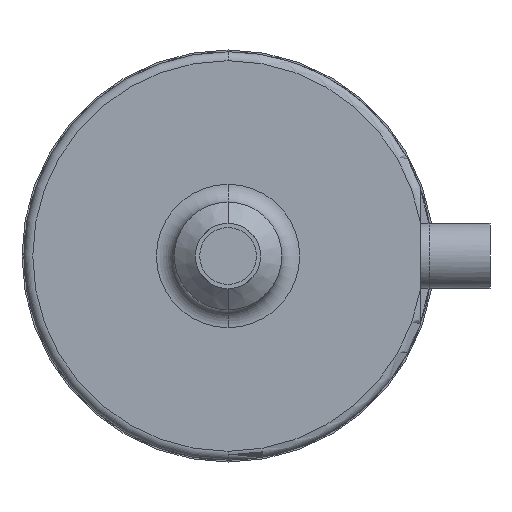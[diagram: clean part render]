
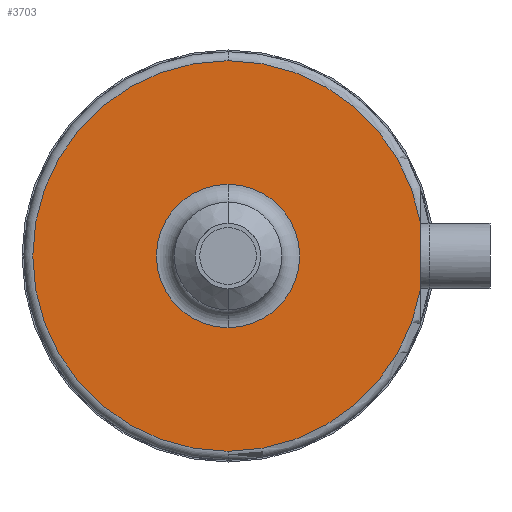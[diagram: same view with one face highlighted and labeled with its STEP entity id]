
A CAD part, front view. The second image highlights one B-rep face of the part: STEP entity #3703.
In plain terms, the highlighted planar face has unit normal (0, -1, 0).
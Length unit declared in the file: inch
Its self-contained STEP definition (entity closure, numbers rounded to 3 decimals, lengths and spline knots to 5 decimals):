
#405 = CARTESIAN_POINT ( 'NONE',  ( 0., 0.84, 2.725 ) ) ;
#463 = DIRECTION ( 'NONE',  ( 0., 0., -1. ) ) ;
#586 = CARTESIAN_POINT ( 'NONE',  ( 0., 0.84, -2.725 ) ) ;
#909 = EDGE_LOOP ( 'NONE', ( #3032, #998, #4092, #5172 ) ) ;
#929 = EDGE_CURVE ( 'NONE', #3087, #6213, #3414, .T. ) ;
#946 = PLANE ( 'NONE',  #2099 ) ;
#998 = ORIENTED_EDGE ( 'NONE', *, *, #2997, .F. ) ;
#1024 = CARTESIAN_POINT ( 'NONE',  ( 0., 0.84, 0. ) ) ;
#1071 = CARTESIAN_POINT ( 'NONE',  ( 0., 0.84, 0. ) ) ;
#1089 = LINE ( 'NONE', #1960, #2231 ) ;
#1254 = CARTESIAN_POINT ( 'NONE',  ( 0., 0.84, 0. ) ) ;
#1327 = DIRECTION ( 'NONE',  ( 0., 1., 0. ) ) ;
#1353 = CARTESIAN_POINT ( 'NONE',  ( 0., 0.84, 0. ) ) ;
#1501 = CIRCLE ( 'NONE', #5021, 2.725 ) ;
#1540 = VERTEX_POINT ( 'NONE', #5860 ) ;
#1793 = ORIENTED_EDGE ( 'NONE', *, *, #2166, .T. ) ;
#1831 = DIRECTION ( 'NONE',  ( 0., 0., 1. ) ) ;
#1869 = DIRECTION ( 'NONE',  ( 0., 1., 0. ) ) ;
#1960 = CARTESIAN_POINT ( 'NONE',  ( 2.685, 0.84, 0. ) ) ;
#2099 = AXIS2_PLACEMENT_3D ( 'NONE', #4279, #3387, #463 ) ;
#2125 = CARTESIAN_POINT ( 'NONE',  ( 2.685, 0.84, 0.46519 ) ) ;
#2166 = EDGE_CURVE ( 'NONE', #5541, #1540, #4424, .T. ) ;
#2231 = VECTOR ( 'NONE', #2381, 39.37008 ) ;
#2381 = DIRECTION ( 'NONE',  ( 0., 0., -1. ) ) ;
#2658 = DIRECTION ( 'NONE',  ( 0., 1., 0. ) ) ;
#2997 = EDGE_CURVE ( 'NONE', #6213, #3924, #1501, .T. ) ;
#3032 = ORIENTED_EDGE ( 'NONE', *, *, #5698, .F. ) ;
#3087 = VERTEX_POINT ( 'NONE', #586 ) ;
#3120 = DIRECTION ( 'NONE',  ( 0., 0., 1. ) ) ;
#3247 = DIRECTION ( 'NONE',  ( 0., 0., 1. ) ) ;
#3347 = ORIENTED_EDGE ( 'NONE', *, *, #4345, .T. ) ;
#3387 = DIRECTION ( 'NONE',  ( 0., -1., 0. ) ) ;
#3414 = CIRCLE ( 'NONE', #3972, 2.725 ) ;
#3597 = FACE_OUTER_BOUND ( 'NONE', #909, .T. ) ;
#3703 = ADVANCED_FACE ( 'NONE', ( #3597, #3947 ), #946, .T. ) ;
#3734 = CARTESIAN_POINT ( 'NONE',  ( 0., 0.84, 0. ) ) ;
#3924 = VERTEX_POINT ( 'NONE', #2125 ) ;
#3947 = FACE_BOUND ( 'NONE', #5959, .T. ) ;
#3972 = AXIS2_PLACEMENT_3D ( 'NONE', #3734, #1869, #3247 ) ;
#4092 = ORIENTED_EDGE ( 'NONE', *, *, #929, .F. ) ;
#4279 = CARTESIAN_POINT ( 'NONE',  ( -2.725, 0.84, 0. ) ) ;
#4345 = EDGE_CURVE ( 'NONE', #1540, #5541, #6150, .T. ) ;
#4424 = CIRCLE ( 'NONE', #4892, 1. ) ;
#4499 = AXIS2_PLACEMENT_3D ( 'NONE', #1024, #4885, #4825 ) ;
#4594 = CIRCLE ( 'NONE', #4883, 2.725 ) ;
#4825 = DIRECTION ( 'NONE',  ( 0., 0., 1. ) ) ;
#4829 = VERTEX_POINT ( 'NONE', #4920 ) ;
#4876 = DIRECTION ( 'NONE',  ( 0., 1., 0. ) ) ;
#4883 = AXIS2_PLACEMENT_3D ( 'NONE', #1254, #2658, #3120 ) ;
#4885 = DIRECTION ( 'NONE',  ( 0., 1., 0. ) ) ;
#4892 = AXIS2_PLACEMENT_3D ( 'NONE', #1353, #1327, #1831 ) ;
#4920 = CARTESIAN_POINT ( 'NONE',  ( 2.685, 0.84, -0.46519 ) ) ;
#5021 = AXIS2_PLACEMENT_3D ( 'NONE', #1071, #4876, #5368 ) ;
#5090 = CARTESIAN_POINT ( 'NONE',  ( 0., 0.84, 1. ) ) ;
#5172 = ORIENTED_EDGE ( 'NONE', *, *, #5341, .F. ) ;
#5341 = EDGE_CURVE ( 'NONE', #4829, #3087, #4594, .T. ) ;
#5368 = DIRECTION ( 'NONE',  ( 0., 0., 1. ) ) ;
#5541 = VERTEX_POINT ( 'NONE', #5090 ) ;
#5698 = EDGE_CURVE ( 'NONE', #3924, #4829, #1089, .T. ) ;
#5860 = CARTESIAN_POINT ( 'NONE',  ( 0., 0.84, -1. ) ) ;
#5959 = EDGE_LOOP ( 'NONE', ( #1793, #3347 ) ) ;
#6150 = CIRCLE ( 'NONE', #4499, 1. ) ;
#6213 = VERTEX_POINT ( 'NONE', #405 ) ;
